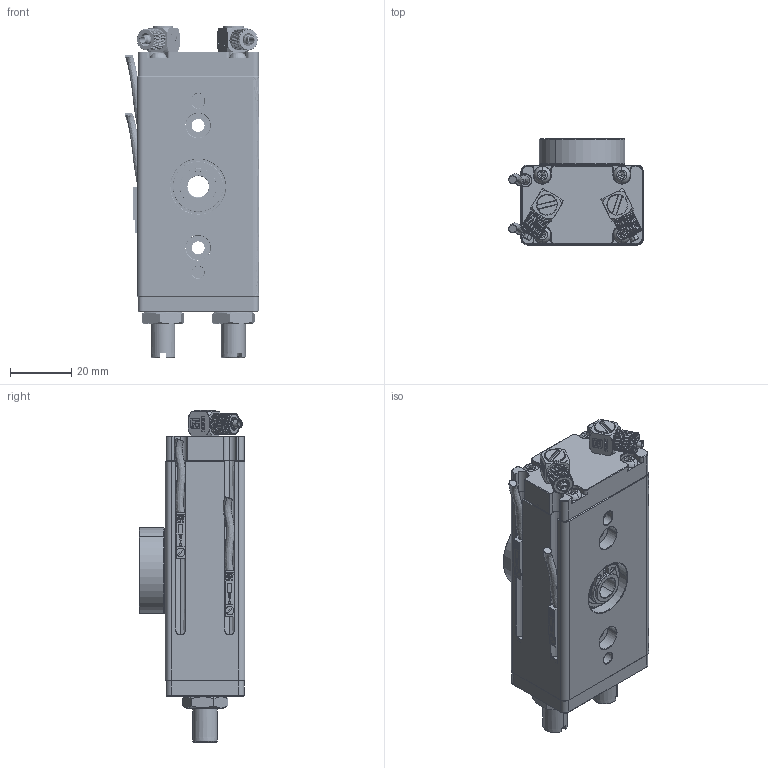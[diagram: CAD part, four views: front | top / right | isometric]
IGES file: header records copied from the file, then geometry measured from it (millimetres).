
Start section: SolidWorks IGES file using analytic representation for surfaces
Global section: file name: FYQ14-R.IGS,1; native system: 5HSolidWorks 2020; preprocessor: SolidWorks 2020; author: Administrator; date: 231113.160717; units: millimetre
Bounding box: 44.02 x 34.6 x 108.5 mm (x, y, z)
Surface area: 46341 mm2 (no closed solid volume)
Topology: 0 solids, 0 shells, 3379 faces, 32460 edges, 32420 vertices
Faces by surface type: bspline 2311, revolution 1068
